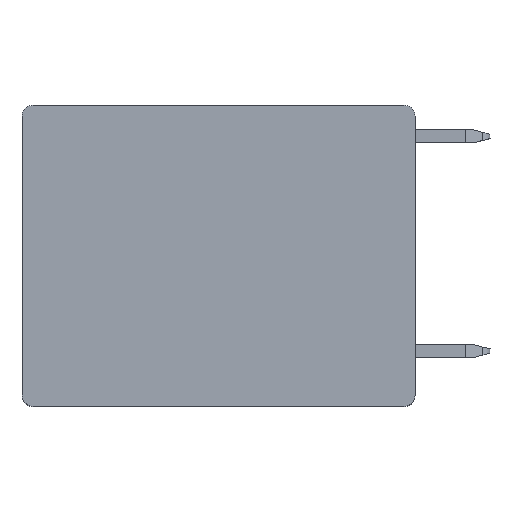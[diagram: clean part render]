
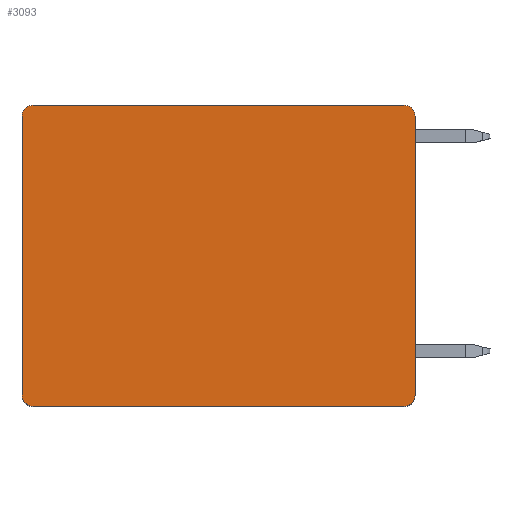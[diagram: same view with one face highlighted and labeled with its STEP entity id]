
A CAD part, top view. The second image highlights one B-rep face of the part: STEP entity #3093.
In plain terms, the highlighted planar face has unit normal (0, 0, 1).
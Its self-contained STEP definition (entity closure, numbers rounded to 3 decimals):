
#697=CARTESIAN_POINT('',(-11.375,8.55,13.05));
#698=DIRECTION('',(0.,0.,1.));
#699=DIRECTION('',(0.,1.,0.));
#700=AXIS2_PLACEMENT_3D('',#697,#698,#699);
#702=DIRECTION('',(-1.,0.,0.));
#703=VECTOR('',#702,22.75);
#704=CARTESIAN_POINT('',(11.375,9.25,13.05));
#705=LINE('',#704,#703);
#706=CARTESIAN_POINT('',(11.375,8.55,13.05));
#707=DIRECTION('',(0.,0.,1.));
#708=DIRECTION('',(1.,0.,0.));
#709=AXIS2_PLACEMENT_3D('',#706,#707,#708);
#711=DIRECTION('',(0.,1.,0.));
#712=VECTOR('',#711,17.1);
#713=CARTESIAN_POINT('',(12.075,-8.55,13.05));
#714=LINE('',#713,#712);
#715=CARTESIAN_POINT('',(11.375,-8.55,13.05));
#716=DIRECTION('',(0.,0.,1.));
#717=DIRECTION('',(0.,-1.,0.));
#718=AXIS2_PLACEMENT_3D('',#715,#716,#717);
#720=DIRECTION('',(1.,0.,0.));
#721=VECTOR('',#720,22.75);
#722=CARTESIAN_POINT('',(-11.375,-9.25,13.05));
#723=LINE('',#722,#721);
#724=CARTESIAN_POINT('',(-11.375,-8.55,13.05));
#725=DIRECTION('',(0.,0.,1.));
#726=DIRECTION('',(-1.,0.,0.));
#727=AXIS2_PLACEMENT_3D('',#724,#725,#726);
#729=DIRECTION('',(0.,-1.,0.));
#730=VECTOR('',#729,17.1);
#731=CARTESIAN_POINT('',(-12.075,8.55,13.05));
#732=LINE('',#731,#730);
#1843=CARTESIAN_POINT('',(-11.375,9.25,13.05));
#1844=CARTESIAN_POINT('',(-12.075,8.55,13.05));
#1845=VERTEX_POINT('',#1843);
#1846=VERTEX_POINT('',#1844);
#1851=CARTESIAN_POINT('',(12.075,8.55,13.05));
#1852=VERTEX_POINT('',#1851);
#1853=CARTESIAN_POINT('',(11.375,9.25,13.05));
#1854=VERTEX_POINT('',#1853);
#1859=CARTESIAN_POINT('',(11.375,-9.25,13.05));
#1860=VERTEX_POINT('',#1859);
#1861=CARTESIAN_POINT('',(12.075,-8.55,13.05));
#1862=VERTEX_POINT('',#1861);
#1867=CARTESIAN_POINT('',(-12.075,-8.55,13.05));
#1868=VERTEX_POINT('',#1867);
#1869=CARTESIAN_POINT('',(-11.375,-9.25,13.05));
#1870=VERTEX_POINT('',#1869);
#3078=CARTESIAN_POINT('',(0.,0.,13.05));
#3079=DIRECTION('',(0.,0.,1.));
#3080=DIRECTION('',(1.,0.,0.));
#3081=AXIS2_PLACEMENT_3D('',#3078,#3079,#3080);
#3082=PLANE('',#3081);
#3083=ORIENTED_EDGE('',*,*,#2232,.F.);
#3084=ORIENTED_EDGE('',*,*,#2354,.F.);
#3085=ORIENTED_EDGE('',*,*,#2655,.F.);
#3086=ORIENTED_EDGE('',*,*,#2670,.F.);
#3087=ORIENTED_EDGE('',*,*,#2975,.F.);
#3088=ORIENTED_EDGE('',*,*,#2990,.F.);
#3089=ORIENTED_EDGE('',*,*,#3003,.F.);
#3090=ORIENTED_EDGE('',*,*,#3015,.F.);
#3091=EDGE_LOOP('',(#3083,#3084,#3085,#3086,#3087,#3088,#3089,#3090));
#3092=FACE_OUTER_BOUND('',#3091,.F.);
#701=CIRCLE('',#700,0.7);
#710=CIRCLE('',#709,0.7);
#719=CIRCLE('',#718,0.7);
#728=CIRCLE('',#727,0.7);
#2232=EDGE_CURVE('',#1845,#1846,#701,.T.);
#2354=EDGE_CURVE('',#1854,#1845,#705,.T.);
#2655=EDGE_CURVE('',#1852,#1854,#710,.T.);
#2670=EDGE_CURVE('',#1862,#1852,#714,.T.);
#2975=EDGE_CURVE('',#1860,#1862,#719,.T.);
#2990=EDGE_CURVE('',#1870,#1860,#723,.T.);
#3003=EDGE_CURVE('',#1868,#1870,#728,.T.);
#3015=EDGE_CURVE('',#1846,#1868,#732,.T.);
#3093=ADVANCED_FACE('',(#3092),#3082,.T.);
